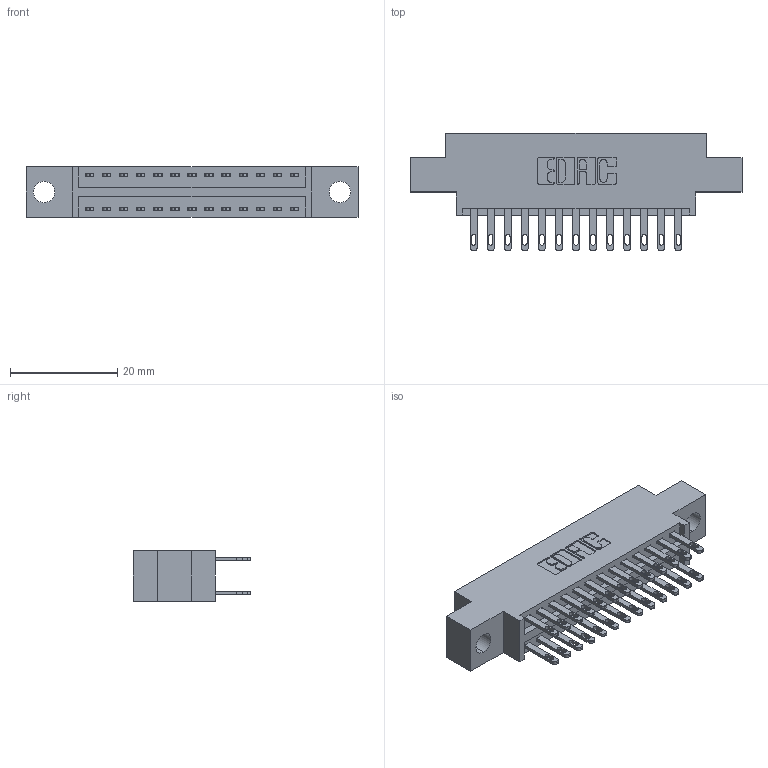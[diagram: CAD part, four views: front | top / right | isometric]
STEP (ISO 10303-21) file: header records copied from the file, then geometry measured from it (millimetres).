
FILE_DESCRIPTION (( 'STEP AP203' ), '1' );
FILE_NAME ('896-026-500-804.STEP', '2021-07-27T18:01:30', ( '' ), ( '' ), 'SwSTEP 2.0', 'SolidWorks 2020', '' );
FILE_SCHEMA (( 'CONFIG_CONTROL_DESIGN' ));
Length unit declared in the file: inch
Products named in the file (3): 345-292-001_345-293-100; 846 Part_0.170 Offset - 0.156 Dia-TH; 896-026-500-804
Assembly tree (27 placements, depth 2):
  896-026-500-804
    846 Part_0.170 Offset - 0.156 Dia-TH
    345-292-001_345-293-100  x26
Bounding box: 61.85 x 21.84 x 9.4 mm (x, y, z)
Volume: 5642.8 mm3; surface area: 7565.7 mm2
Topology: 27 solids, 27 shells, 1374 faces, 4163 edges, 2774 vertices
Faces by surface type: plane 834, cylinder 540
Entity records: 12453 total; most frequent: CARTESIAN_POINT 2092, ORIENTED_EDGE 2026, DIRECTION 1897, EDGE_CURVE 1013, VECTOR 825, LINE 825, VERTEX_POINT 674, AXIS2_PLACEMENT_3D 536
